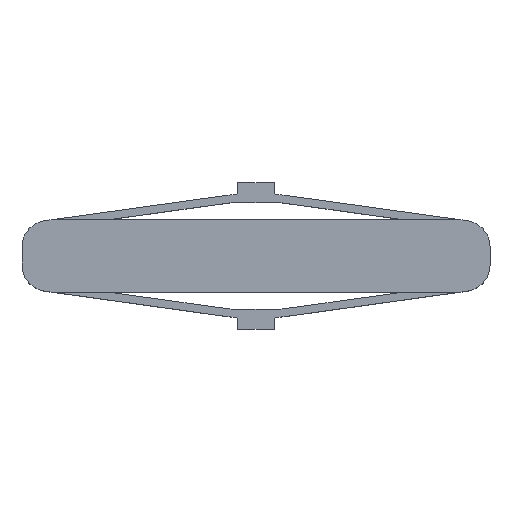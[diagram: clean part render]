
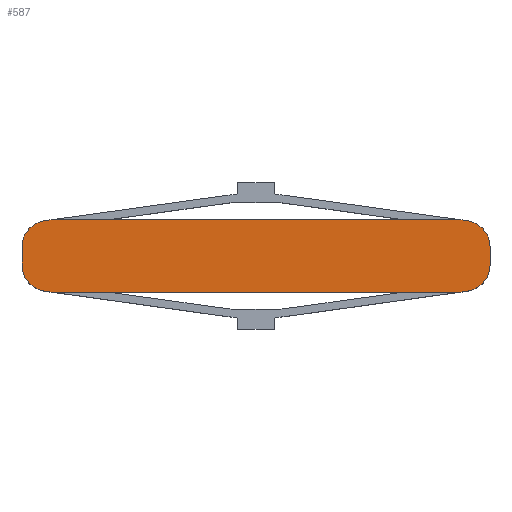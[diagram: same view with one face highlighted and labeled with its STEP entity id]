
A CAD part, top view. The second image highlights one B-rep face of the part: STEP entity #587.
In plain terms, the highlighted planar face has unit normal (0, 0, 1).
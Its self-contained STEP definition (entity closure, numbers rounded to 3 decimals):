
#86 = VERTEX_POINT ( 'NONE', #653 ) ;
#89 = VERTEX_POINT ( 'NONE', #141 ) ;
#141 = CARTESIAN_POINT ( 'NONE',  ( 33.127, 6., 10. ) ) ;
#143 = DIRECTION ( 'NONE',  ( -1., 0., 0. ) ) ;
#289 = VERTEX_POINT ( 'NONE', #1147 ) ;
#292 = EDGE_CURVE ( 'NONE', #416, #289, #1146, .T. ) ;
#320 = VERTEX_POINT ( 'NONE', #1223 ) ;
#324 = EDGE_CURVE ( 'NONE', #482, #330, #1226, .T. ) ;
#329 = EDGE_CURVE ( 'NONE', #86, #380, #1229, .T. ) ;
#330 = VERTEX_POINT ( 'NONE', #1154 ) ;
#379 = EDGE_CURVE ( 'NONE', #330, #86, #1252, .T. ) ;
#380 = VERTEX_POINT ( 'NONE', #1283 ) ;
#392 = EDGE_CURVE ( 'NONE', #415, #472, #1211, .T. ) ;
#394 = EDGE_CURVE ( 'NONE', #404, #415, #1160, .T. ) ;
#404 = VERTEX_POINT ( 'NONE', #1444 ) ;
#411 = EDGE_CURVE ( 'NONE', #472, #416, #1431, .T. ) ;
#415 = VERTEX_POINT ( 'NONE', #1425 ) ;
#416 = VERTEX_POINT ( 'NONE', #1443 ) ;
#472 = VERTEX_POINT ( 'NONE', #1362 ) ;
#482 = VERTEX_POINT ( 'NONE', #1325 ) ;
#494 = EDGE_CURVE ( 'NONE', #380, #89, #1488, .T. ) ;
#526 = EDGE_CURVE ( 'NONE', #320, #482, #921, .T. ) ;
#530 = EDGE_CURVE ( 'NONE', #89, #404, #1033, .T. ) ;
#533 = VERTEX_POINT ( 'NONE', #1477 ) ;
#584 = ORIENTED_EDGE ( 'NONE', *, *, #324, .T. ) ;
#585 = ORIENTED_EDGE ( 'NONE', *, *, #292, .T. ) ;
#586 = ORIENTED_EDGE ( 'NONE', *, *, #392, .T. ) ;
#587 = ADVANCED_FACE ( 'NONE', ( #1602 ), #1573, .T. ) ;
#613 = ORIENTED_EDGE ( 'NONE', *, *, #779, .T. ) ;
#614 = ORIENTED_EDGE ( 'NONE', *, *, #411, .T. ) ;
#615 = ORIENTED_EDGE ( 'NONE', *, *, #394, .T. ) ;
#623 = EDGE_CURVE ( 'NONE', #533, #320, #1572, .T. ) ;
#625 = ORIENTED_EDGE ( 'NONE', *, *, #623, .T. ) ;
#653 = CARTESIAN_POINT ( 'NONE',  ( 38.408, 1.5, 10. ) ) ;
#688 = ORIENTED_EDGE ( 'NONE', *, *, #329, .T. ) ;
#698 = ORIENTED_EDGE ( 'NONE', *, *, #494, .T. ) ;
#699 = EDGE_LOOP ( 'NONE', ( #615, #586, #614, #585, #613, #625, #780, #584, #703, #688, #698, #700 ) ) ;
#700 = ORIENTED_EDGE ( 'NONE', *, *, #530, .T. ) ;
#703 = ORIENTED_EDGE ( 'NONE', *, *, #379, .T. ) ;
#779 = EDGE_CURVE ( 'NONE', #289, #533, #1205, .T. ) ;
#780 = ORIENTED_EDGE ( 'NONE', *, *, #526, .T. ) ;
#915 = CARTESIAN_POINT ( 'NONE',  ( 34.682, -5.783, 10. ) ) ;
#921 = LINE ( 'NONE', #915, #922 ) ;
#922 = VECTOR ( 'NONE', #1034, 1000. ) ;
#1033 = LINE ( 'NONE', #1105, #1104 ) ;
#1034 = DIRECTION ( 'NONE',  ( 0.99, 0.138, 0. ) ) ;
#1104 = VECTOR ( 'NONE', #143, 1000. ) ;
#1105 = CARTESIAN_POINT ( 'NONE',  ( -33.127, 6., 10. ) ) ;
#1146 = CIRCLE ( 'NONE', #1148, 4.324 ) ;
#1147 = CARTESIAN_POINT ( 'NONE',  ( -34.682, -5.783, 10. ) ) ;
#1148 = AXIS2_PLACEMENT_3D ( 'NONE', #1315, #1314, #1313 ) ;
#1152 = DIRECTION ( 'NONE',  ( 1., 0., 0. ) ) ;
#1153 = DIRECTION ( 'NONE',  ( 0., 0., 1. ) ) ;
#1154 = CARTESIAN_POINT ( 'NONE',  ( 38.408, -1.5, 10. ) ) ;
#1157 = DIRECTION ( 'NONE',  ( -0.99, -0.138, 0. ) ) ;
#1158 = VECTOR ( 'NONE', #1157, 1000. ) ;
#1159 = CARTESIAN_POINT ( 'NONE',  ( -34.682, 5.783, 10. ) ) ;
#1160 = LINE ( 'NONE', #1159, #1158 ) ;
#1200 = DIRECTION ( 'NONE',  ( 1., 0., 0. ) ) ;
#1201 = DIRECTION ( 'NONE',  ( 0., 0., 1. ) ) ;
#1202 = CARTESIAN_POINT ( 'NONE',  ( -34.084, 1.5, 10. ) ) ;
#1205 = LINE ( 'NONE', #1335, #1542 ) ;
#1211 = CIRCLE ( 'NONE', #1212, 4.324 ) ;
#1212 = AXIS2_PLACEMENT_3D ( 'NONE', #1202, #1201, #1200 ) ;
#1219 = AXIS2_PLACEMENT_3D ( 'NONE', #1237, #1153, #1152 ) ;
#1223 = CARTESIAN_POINT ( 'NONE',  ( 33.127, -6., 10. ) ) ;
#1226 = CIRCLE ( 'NONE', #1244, 4.324 ) ;
#1229 = CIRCLE ( 'NONE', #1219, 4.324 ) ;
#1237 = CARTESIAN_POINT ( 'NONE',  ( 34.084, 1.5, 10. ) ) ;
#1241 = DIRECTION ( 'NONE',  ( 1., 0., 0. ) ) ;
#1242 = DIRECTION ( 'NONE',  ( 0., 0., 1. ) ) ;
#1243 = CARTESIAN_POINT ( 'NONE',  ( 34.084, -1.5, 10. ) ) ;
#1244 = AXIS2_PLACEMENT_3D ( 'NONE', #1243, #1242, #1241 ) ;
#1251 = CARTESIAN_POINT ( 'NONE',  ( 38.408, -1.5, 10. ) ) ;
#1252 = LINE ( 'NONE', #1251, #1282 ) ;
#1281 = DIRECTION ( 'NONE',  ( 0., 1., 0. ) ) ;
#1282 = VECTOR ( 'NONE', #1281, 1000. ) ;
#1283 = CARTESIAN_POINT ( 'NONE',  ( 34.682, 5.783, 10. ) ) ;
#1313 = DIRECTION ( 'NONE',  ( 1., 0., 0. ) ) ;
#1314 = DIRECTION ( 'NONE',  ( 0., 0., 1. ) ) ;
#1315 = CARTESIAN_POINT ( 'NONE',  ( -34.084, -1.5, 10. ) ) ;
#1325 = CARTESIAN_POINT ( 'NONE',  ( 34.682, -5.783, 10. ) ) ;
#1335 = CARTESIAN_POINT ( 'NONE',  ( -34.682, -5.783, 10. ) ) ;
#1362 = CARTESIAN_POINT ( 'NONE',  ( -38.408, 1.5, 10. ) ) ;
#1366 = DIRECTION ( 'NONE',  ( 0., -1., 0. ) ) ;
#1367 = VECTOR ( 'NONE', #1366, 1000. ) ;
#1368 = CARTESIAN_POINT ( 'NONE',  ( -38.408, -1.5, 10. ) ) ;
#1425 = CARTESIAN_POINT ( 'NONE',  ( -34.682, 5.783, 10. ) ) ;
#1431 = LINE ( 'NONE', #1368, #1367 ) ;
#1443 = CARTESIAN_POINT ( 'NONE',  ( -38.408, -1.5, 10. ) ) ;
#1444 = CARTESIAN_POINT ( 'NONE',  ( -33.127, 6., 10. ) ) ;
#1477 = CARTESIAN_POINT ( 'NONE',  ( -33.127, -6., 10. ) ) ;
#1487 = CARTESIAN_POINT ( 'NONE',  ( 34.682, 5.783, 10. ) ) ;
#1488 = LINE ( 'NONE', #1487, #1519 ) ;
#1518 = DIRECTION ( 'NONE',  ( -0.99, 0.138, 0. ) ) ;
#1519 = VECTOR ( 'NONE', #1518, 1000. ) ;
#1524 = DIRECTION ( 'NONE',  ( 0.99, -0.138, 0. ) ) ;
#1542 = VECTOR ( 'NONE', #1524, 1000. ) ;
#1559 = DIRECTION ( 'NONE',  ( 0., 0., 1. ) ) ;
#1568 = DIRECTION ( 'NONE',  ( 1., 0., 0. ) ) ;
#1572 = LINE ( 'NONE', #1601, #1600 ) ;
#1573 = PLANE ( 'NONE',  #1587 ) ;
#1576 = CARTESIAN_POINT ( 'NONE',  ( 34.084, 1.5, 10. ) ) ;
#1587 = AXIS2_PLACEMENT_3D ( 'NONE', #1576, #1559, #1568 ) ;
#1599 = DIRECTION ( 'NONE',  ( 1., 0., 0. ) ) ;
#1600 = VECTOR ( 'NONE', #1599, 1000. ) ;
#1601 = CARTESIAN_POINT ( 'NONE',  ( -33.127, -6., 10. ) ) ;
#1602 = FACE_OUTER_BOUND ( 'NONE', #699, .T. ) ;
